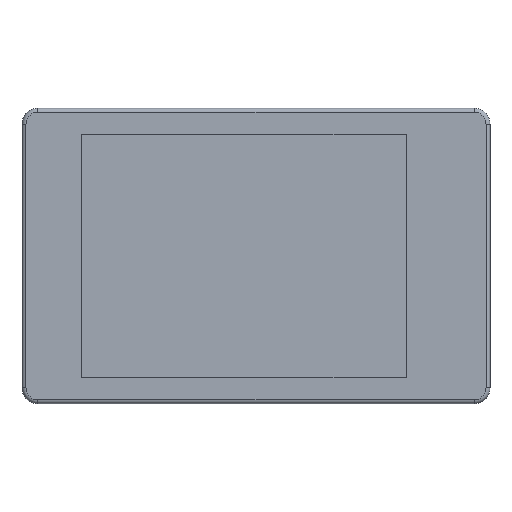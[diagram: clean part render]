
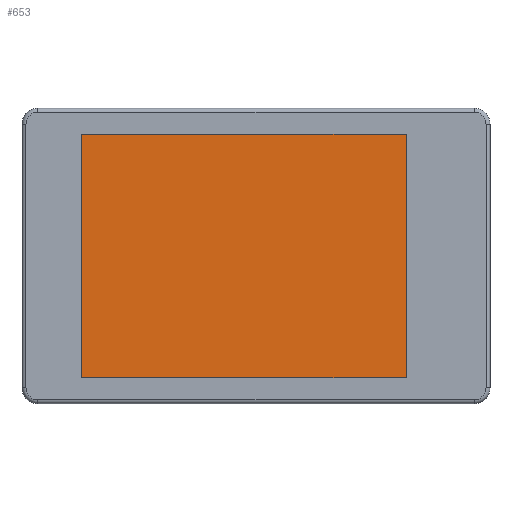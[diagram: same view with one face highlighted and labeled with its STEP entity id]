
A CAD part, top view. The second image highlights one B-rep face of the part: STEP entity #653.
In plain terms, the highlighted planar face has unit normal (0, 0, 1).
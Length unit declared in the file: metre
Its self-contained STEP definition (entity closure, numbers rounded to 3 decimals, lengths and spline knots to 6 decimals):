
#222=ORIENTED_EDGE('',*,*,#307,.F.);
#223=ORIENTED_EDGE('',*,*,#310,.T.);
#224=ORIENTED_EDGE('',*,*,#312,.T.);
#225=ORIENTED_EDGE('',*,*,#313,.F.);
#307=EDGE_CURVE('',#366,#367,#431,.T.);
#310=EDGE_CURVE('',#366,#368,#434,.T.);
#312=EDGE_CURVE('',#368,#369,#436,.T.);
#313=EDGE_CURVE('',#367,#369,#437,.T.);
#366=VERTEX_POINT('',#1117);
#367=VERTEX_POINT('',#1119);
#368=VERTEX_POINT('',#1123);
#369=VERTEX_POINT('',#1127);
#431=LINE('',#1118,#499);
#434=LINE('',#1124,#502);
#436=LINE('',#1128,#504);
#437=LINE('',#1130,#505);
#499=VECTOR('',#934,1.);
#502=VECTOR('',#939,1.);
#504=VECTOR('',#943,1.);
#505=VECTOR('',#946,1.);
#547=EDGE_LOOP('',(#222,#223,#224,#225));
#589=FACE_BOUND('',#547,.T.);
#615=PLANE('',#762);
#653=ADVANCED_FACE('',(#589),#615,.T.);
#762=AXIS2_PLACEMENT_3D('',#1131,#947,#948);
#934=DIRECTION('',(1.,0.,0.));
#939=DIRECTION('',(0.,-1.,0.));
#943=DIRECTION('',(1.,0.,0.));
#946=DIRECTION('',(0.,-1.,0.));
#947=DIRECTION('',(0.,0.,1.));
#948=DIRECTION('',(1.,0.,0.));
#1117=CARTESIAN_POINT('',(-0.021925,0.0153,0.001099));
#1118=CARTESIAN_POINT('',(-0.001525,0.0153,0.001099));
#1119=CARTESIAN_POINT('',(0.018875,0.0153,0.001099));
#1123=CARTESIAN_POINT('',(-0.021925,-0.0153,0.001099));
#1124=CARTESIAN_POINT('',(-0.021925,0.,0.001099));
#1127=CARTESIAN_POINT('',(0.018875,-0.0153,0.001099));
#1128=CARTESIAN_POINT('',(-0.001525,-0.0153,0.001099));
#1130=CARTESIAN_POINT('',(0.018875,0.,0.001099));
#1131=CARTESIAN_POINT('',(0.,0.,0.001099));
